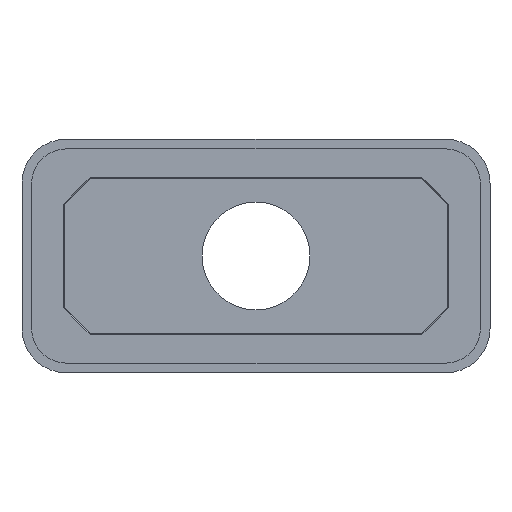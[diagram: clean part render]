
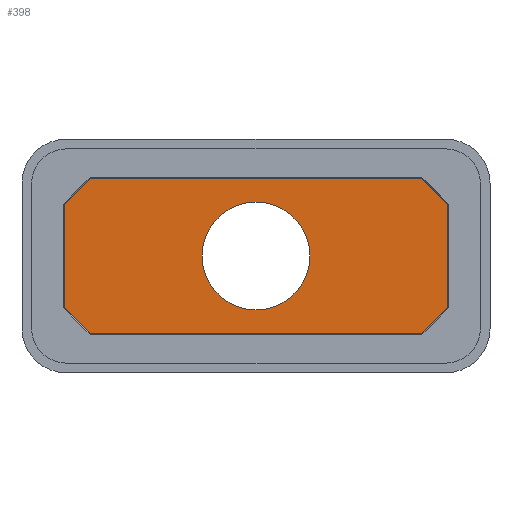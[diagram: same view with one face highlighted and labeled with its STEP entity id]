
A CAD part, front view. The second image highlights one B-rep face of the part: STEP entity #398.
In plain terms, the highlighted planar face has unit normal (0, -1, 0).
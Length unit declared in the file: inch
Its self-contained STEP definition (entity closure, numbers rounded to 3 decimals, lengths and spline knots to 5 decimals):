
#70 = AXIS2_PLACEMENT_3D ( 'NONE', #813, #1377, #1425 ) ;
#120 = EDGE_CURVE ( 'NONE', #177, #225, #1123, .T. ) ;
#127 = ORIENTED_EDGE ( 'NONE', *, *, #680, .F. ) ;
#154 = LINE ( 'NONE', #1633, #835 ) ;
#166 = EDGE_CURVE ( 'NONE', #407, #450, #914, .T. ) ;
#177 = VERTEX_POINT ( 'NONE', #349 ) ;
#224 = ORIENTED_EDGE ( 'NONE', *, *, #435, .F. ) ;
#225 = VERTEX_POINT ( 'NONE', #616 ) ;
#227 = CARTESIAN_POINT ( 'NONE',  ( -0.51457, 0.175, -0.24107 ) ) ;
#242 = VERTEX_POINT ( 'NONE', #1365 ) ;
#257 = EDGE_CURVE ( 'NONE', #1704, #177, #1453, .T. ) ;
#307 = VERTEX_POINT ( 'NONE', #227 ) ;
#318 = LINE ( 'NONE', #936, #1079 ) ;
#325 = VECTOR ( 'NONE', #1589, 39.37008 ) ;
#349 = CARTESIAN_POINT ( 'NONE',  ( 0.51457, 0.175, 0.24107 ) ) ;
#375 = VERTEX_POINT ( 'NONE', #1666 ) ;
#389 = DIRECTION ( 'NONE',  ( -0.707, 0., -0.707 ) ) ;
#398 = ADVANCED_FACE ( 'NONE', ( #1656, #945 ), #1659, .F. ) ;
#407 = VERTEX_POINT ( 'NONE', #1479 ) ;
#435 = EDGE_CURVE ( 'NONE', #451, #375, #795, .T. ) ;
#450 = VERTEX_POINT ( 'NONE', #1569 ) ;
#451 = VERTEX_POINT ( 'NONE', #1695 ) ;
#466 = AXIS2_PLACEMENT_3D ( 'NONE', #1129, #492, #1395 ) ;
#492 = DIRECTION ( 'NONE',  ( 0., 1., 0. ) ) ;
#526 = CARTESIAN_POINT ( 'NONE',  ( -0.51457, 0.175, 0.24107 ) ) ;
#545 = ORIENTED_EDGE ( 'NONE', *, *, #1132, .F. ) ;
#563 = ORIENTED_EDGE ( 'NONE', *, *, #1212, .F. ) ;
#615 = EDGE_CURVE ( 'NONE', #957, #242, #1206, .T. ) ;
#616 = CARTESIAN_POINT ( 'NONE',  ( 0.59557, 0.175, 0.16007 ) ) ;
#629 = DIRECTION ( 'NONE',  ( 0., 0., 1. ) ) ;
#678 = VECTOR ( 'NONE', #389, 39.37008 ) ;
#680 = EDGE_CURVE ( 'NONE', #307, #407, #1357, .T. ) ;
#683 = ORIENTED_EDGE ( 'NONE', *, *, #1540, .F. ) ;
#717 = ORIENTED_EDGE ( 'NONE', *, *, #1338, .F. ) ;
#727 = ORIENTED_EDGE ( 'NONE', *, *, #615, .F. ) ;
#748 = DIRECTION ( 'NONE',  ( 0.707, 0., 0.707 ) ) ;
#795 = CIRCLE ( 'NONE', #70, 0.1675 ) ;
#800 = CARTESIAN_POINT ( 'NONE',  ( -0.37782, 0.175, -0.37782 ) ) ;
#813 = CARTESIAN_POINT ( 'NONE',  ( 0., 0.175, 0. ) ) ;
#826 = CARTESIAN_POINT ( 'NONE',  ( 0.37782, 0.175, 0.37782 ) ) ;
#835 = VECTOR ( 'NONE', #1107, 39.37008 ) ;
#881 = CIRCLE ( 'NONE', #1153, 0.1675 ) ;
#883 = ORIENTED_EDGE ( 'NONE', *, *, #120, .F. ) ;
#914 = LINE ( 'NONE', #1650, #1590 ) ;
#936 = CARTESIAN_POINT ( 'NONE',  ( 0., 0.175, -0.24107 ) ) ;
#945 = FACE_BOUND ( 'NONE', #1703, .T. ) ;
#957 = VERTEX_POINT ( 'NONE', #1363 ) ;
#967 = CARTESIAN_POINT ( 'NONE',  ( 0., 0.175, 0.24107 ) ) ;
#994 = VECTOR ( 'NONE', #1084, 39.37008 ) ;
#1014 = CARTESIAN_POINT ( 'NONE',  ( 0.37782, 0.175, -0.37782 ) ) ;
#1079 = VECTOR ( 'NONE', #1324, 39.37008 ) ;
#1084 = DIRECTION ( 'NONE',  ( 0.707, 0., -0.707 ) ) ;
#1107 = DIRECTION ( 'NONE',  ( 0., 0., -1. ) ) ;
#1114 = DIRECTION ( 'NONE',  ( 0., 0., 1. ) ) ;
#1121 = LINE ( 'NONE', #1534, #1349 ) ;
#1123 = LINE ( 'NONE', #826, #994 ) ;
#1126 = DIRECTION ( 'NONE',  ( 0., -1., 0. ) ) ;
#1129 = CARTESIAN_POINT ( 'NONE',  ( 0., 0.175, 0. ) ) ;
#1132 = EDGE_CURVE ( 'NONE', #375, #451, #881, .T. ) ;
#1153 = AXIS2_PLACEMENT_3D ( 'NONE', #1402, #1126, #629 ) ;
#1206 = LINE ( 'NONE', #1014, #678 ) ;
#1211 = EDGE_LOOP ( 'NONE', ( #883, #1645, #563, #1327, #127, #717, #727, #683 ) ) ;
#1212 = EDGE_CURVE ( 'NONE', #450, #1704, #1121, .T. ) ;
#1324 = DIRECTION ( 'NONE',  ( -1., 0., 0. ) ) ;
#1327 = ORIENTED_EDGE ( 'NONE', *, *, #166, .F. ) ;
#1338 = EDGE_CURVE ( 'NONE', #242, #307, #318, .T. ) ;
#1349 = VECTOR ( 'NONE', #748, 39.37008 ) ;
#1357 = LINE ( 'NONE', #800, #325 ) ;
#1363 = CARTESIAN_POINT ( 'NONE',  ( 0.59557, 0.175, -0.16007 ) ) ;
#1365 = CARTESIAN_POINT ( 'NONE',  ( 0.51457, 0.175, -0.24107 ) ) ;
#1377 = DIRECTION ( 'NONE',  ( 0., -1., 0. ) ) ;
#1384 = VECTOR ( 'NONE', #1653, 39.37008 ) ;
#1395 = DIRECTION ( 'NONE',  ( 0., 0., 1. ) ) ;
#1402 = CARTESIAN_POINT ( 'NONE',  ( 0., 0.175, 0. ) ) ;
#1425 = DIRECTION ( 'NONE',  ( 0., 0., 1. ) ) ;
#1453 = LINE ( 'NONE', #967, #1384 ) ;
#1479 = CARTESIAN_POINT ( 'NONE',  ( -0.59557, 0.175, -0.16007 ) ) ;
#1534 = CARTESIAN_POINT ( 'NONE',  ( -0.37782, 0.175, 0.37782 ) ) ;
#1540 = EDGE_CURVE ( 'NONE', #225, #957, #154, .T. ) ;
#1569 = CARTESIAN_POINT ( 'NONE',  ( -0.59557, 0.175, 0.16007 ) ) ;
#1589 = DIRECTION ( 'NONE',  ( -0.707, 0., 0.707 ) ) ;
#1590 = VECTOR ( 'NONE', #1114, 39.37008 ) ;
#1633 = CARTESIAN_POINT ( 'NONE',  ( 0.59557, 0.175, 0. ) ) ;
#1645 = ORIENTED_EDGE ( 'NONE', *, *, #257, .F. ) ;
#1650 = CARTESIAN_POINT ( 'NONE',  ( -0.59557, 0.175, 0. ) ) ;
#1653 = DIRECTION ( 'NONE',  ( 1., 0., 0. ) ) ;
#1656 = FACE_OUTER_BOUND ( 'NONE', #1211, .T. ) ;
#1659 = PLANE ( 'NONE',  #466 ) ;
#1666 = CARTESIAN_POINT ( 'NONE',  ( 0., 0.175, -0.1675 ) ) ;
#1695 = CARTESIAN_POINT ( 'NONE',  ( 0., 0.175, 0.1675 ) ) ;
#1703 = EDGE_LOOP ( 'NONE', ( #224, #545 ) ) ;
#1704 = VERTEX_POINT ( 'NONE', #526 ) ;
